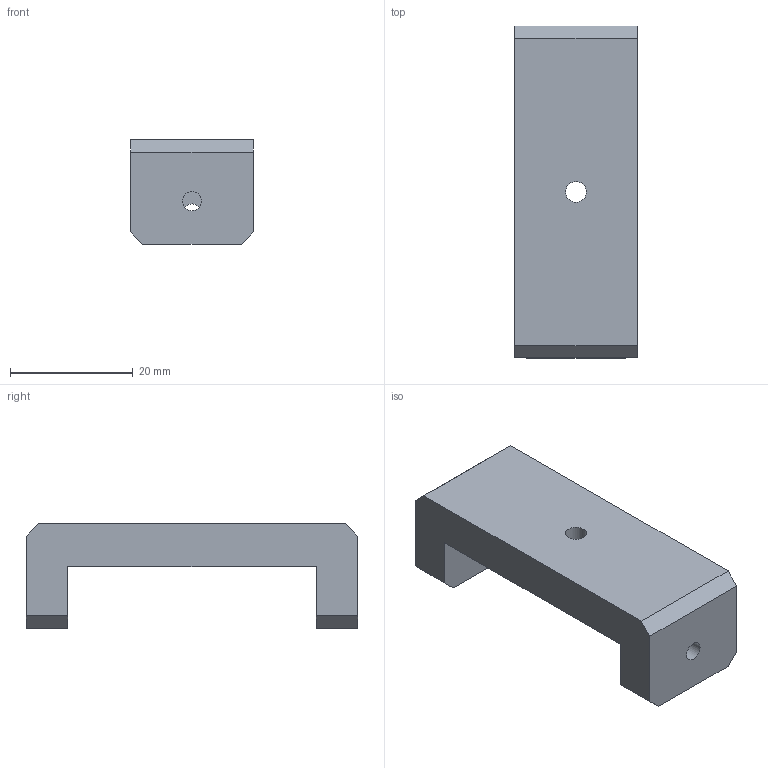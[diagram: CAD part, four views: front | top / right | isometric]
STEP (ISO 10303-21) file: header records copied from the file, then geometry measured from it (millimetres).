
FILE_DESCRIPTION(('FreeCAD Model'),'2;1');
FILE_NAME('Open CASCADE Shape Model','2021-09-29T09:31:13',('Author'),( ''),'Open CASCADE STEP processor 7.5','FreeCAD','Unknown');
FILE_SCHEMA(('AUTOMOTIVE_DESIGN { 1 0 10303 214 1 1 1 1 }'));
Length unit declared in the file: millimetre
Products named in the file (1): mount
Bounding box: 20 x 54 x 17 mm (x, y, z)
Volume: 9706.2 mm3; surface area: 4569.1 mm2
Topology: 1 solids, 1 shells, 33 faces, 84 edges, 56 vertices
Faces by surface type: plane 27, cylinder 6
Full cylindrical faces by diameter (mm): 3.1 x4, 3.4 x1, 6.1 x1
Entity records: 2151 total; most frequent: CARTESIAN_POINT 396, DIRECTION 323, LINE 228, VECTOR 228, ORIENTED_EDGE 168, PCURVE 168, DEFINITIONAL_REPRESENTATION 168, EDGE_CURVE 84
